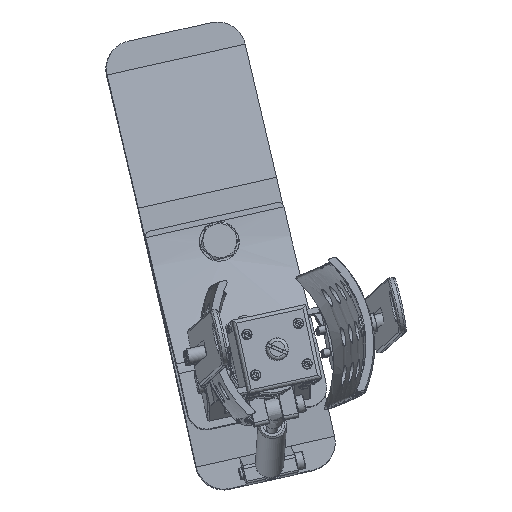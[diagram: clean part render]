
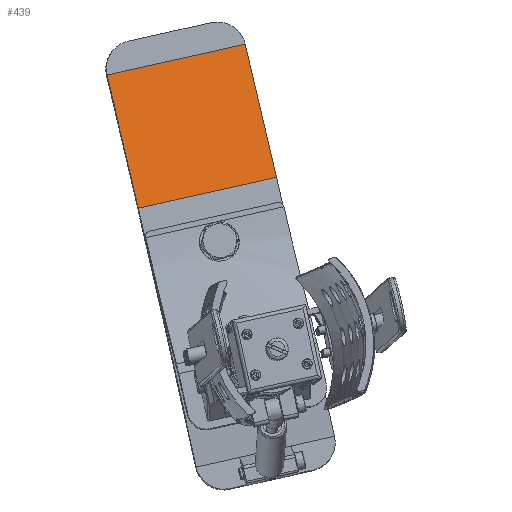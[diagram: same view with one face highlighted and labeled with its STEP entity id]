
A CAD part, top view. The second image highlights one B-rep face of the part: STEP entity #439.
In plain terms, the highlighted free-form (B-spline) face has degree [1, 1] with [2, 2] control points.
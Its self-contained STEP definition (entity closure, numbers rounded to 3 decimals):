
#203 = VERTEX_POINT('',#204);
#204 = CARTESIAN_POINT('',(287.503,678.246,-280.135
    ));
#209 = EDGE_CURVE('',#210,#203,#212,.T.);
#210 = VERTEX_POINT('',#211);
#211 = CARTESIAN_POINT('',(311.17,577.547,
    -262.168));
#212 = B_SPLINE_CURVE_WITH_KNOTS('',1,(#213,#214),.UNSPECIFIED.,.F.,.F.,
  (2,2),(0.,73.437),.PIECEWISE_BEZIER_KNOTS.);
#213 = CARTESIAN_POINT('',(311.17,577.547,
    -262.168));
#214 = CARTESIAN_POINT('',(287.503,678.246,-280.135
    ));
#317 = VERTEX_POINT('',#318);
#318 = CARTESIAN_POINT('',(206.737,554.236,
    -255.255));
#323 = EDGE_CURVE('',#317,#324,#326,.T.);
#324 = VERTEX_POINT('',#325);
#325 = CARTESIAN_POINT('',(183.07,654.936,
    -273.222));
#326 = B_SPLINE_CURVE_WITH_KNOTS('',1,(#327,#328),.UNSPECIFIED.,.F.,.F.,
  (2,2),(0.,73.437),.PIECEWISE_BEZIER_KNOTS.);
#327 = CARTESIAN_POINT('',(206.737,554.236,
    -255.255));
#328 = CARTESIAN_POINT('',(183.07,654.936,
    -273.222));
#389 = EDGE_CURVE('',#317,#210,#390,.T.);
#390 = B_SPLINE_CURVE_WITH_KNOTS('',1,(#391,#392),.UNSPECIFIED.,.F.,.F.,
  (2,2),(0.,75.),.PIECEWISE_BEZIER_KNOTS.);
#391 = CARTESIAN_POINT('',(206.737,554.236,
    -255.255));
#392 = CARTESIAN_POINT('',(311.17,577.547,
    -262.168));
#424 = EDGE_CURVE('',#324,#203,#425,.T.);
#425 = B_SPLINE_CURVE_WITH_KNOTS('',1,(#426,#427),.UNSPECIFIED.,.F.,.F.,
  (2,2),(0.,75.),.PIECEWISE_BEZIER_KNOTS.);
#426 = CARTESIAN_POINT('',(183.07,654.936,
    -273.222));
#427 = CARTESIAN_POINT('',(287.503,678.246,-280.135
    ));
#439 = ADVANCED_FACE('',(#440),#446,.F.);
#440 = FACE_BOUND('',#441,.T.);
#441 = EDGE_LOOP('',(#442,#443,#444,#445));
#442 = ORIENTED_EDGE('',*,*,#209,.T.);
#443 = ORIENTED_EDGE('',*,*,#424,.F.);
#444 = ORIENTED_EDGE('',*,*,#323,.F.);
#445 = ORIENTED_EDGE('',*,*,#389,.T.);
#446 = B_SPLINE_SURFACE_WITH_KNOTS('',1,1,(
    (#447,#448)
    ,(#449,#450
    )),.UNSPECIFIED.,.F.,.F.,.F.,(2,2),(2,2),(-73.437,
    0.),(-75.,0.),.PIECEWISE_BEZIER_KNOTS.);
#447 = CARTESIAN_POINT('',(287.503,678.246,-280.135
    ));
#448 = CARTESIAN_POINT('',(183.07,654.936,
    -273.222));
#449 = CARTESIAN_POINT('',(311.17,577.547,
    -262.168));
#450 = CARTESIAN_POINT('',(206.737,554.236,
    -255.255));
